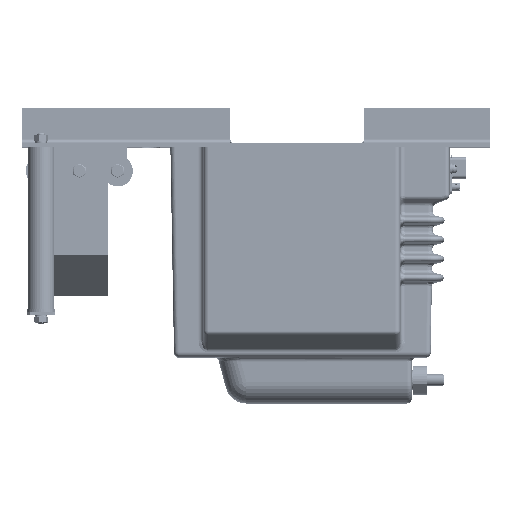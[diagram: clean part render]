
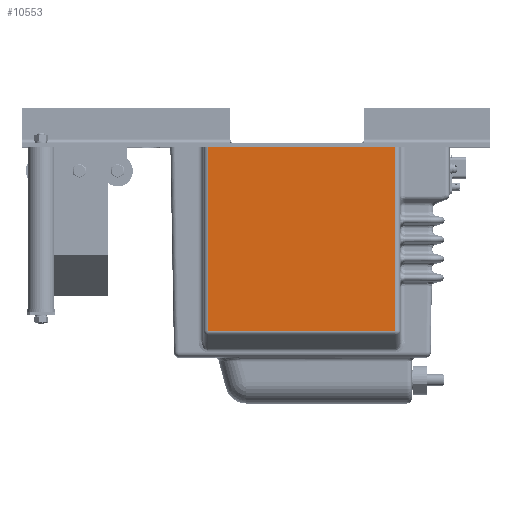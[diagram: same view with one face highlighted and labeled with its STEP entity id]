
A CAD part, top view. The second image highlights one B-rep face of the part: STEP entity #10553.
In plain terms, the highlighted free-form (B-spline) face has degree [1, 1] with [2, 2] control points.
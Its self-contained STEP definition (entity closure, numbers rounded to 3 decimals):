
#10553=ADVANCED_FACE('',(#23744),#23746,.F.);
#23744=FACE_BOUND('',#23745,.T.);
#23745=EDGE_LOOP('',(#36275,#36276,#36277,#36278));
#23746=B_SPLINE_SURFACE_WITH_KNOTS('',1,1,(
(#23747,#23748),
(#23749,#23750)),
.UNSPECIFIED.,.F.,.F.,.F.,
(2,2),
(2,2),
(-202.173,-4.877),
(-196.95,-2.39),
.UNSPECIFIED.);
#23747=CARTESIAN_POINT('',(97.804,-1.112,74.067));
#23748=CARTESIAN_POINT('',(97.804,191.695,74.067));
#23749=CARTESIAN_POINT('',(-97.715,-1.112,74.067));
#23750=CARTESIAN_POINT('',(-97.715,191.695,74.067));
#36275=ORIENTED_EDGE('',*,*,#41721,.T.);
#36276=ORIENTED_EDGE('',*,*,#41722,.T.);
#36277=ORIENTED_EDGE('',*,*,#41669,.T.);
#36278=ORIENTED_EDGE('',*,*,#41723,.T.);
#41669=EDGE_CURVE('',#46563,#46561,#46564,.T.);
#41721=EDGE_CURVE('',#46660,#46661,#46662,.T.);
#41722=EDGE_CURVE('',#46661,#46563,#46663,.T.);
#41723=EDGE_CURVE('',#46561,#46660,#46664,.T.);
#46561=VERTEX_POINT('',#64155);
#46563=VERTEX_POINT('',#64160);
#46564=LINE('',#64161,#64162);
#46660=VERTEX_POINT('',#64677);
#46661=VERTEX_POINT('',#64678);
#46662=LINE('',#64679,#64680);
#46663=LINE('',#64682,#64683);
#46664=LINE('',#64685,#64686);
#64155=CARTESIAN_POINT('',(97.804,-1.112,74.067));
#64160=CARTESIAN_POINT('',(-97.715,-1.112,74.067));
#64161=CARTESIAN_POINT('',(-97.715,-1.112,74.067));
#64162=VECTOR('',#64163,1.);
#64163=DIRECTION('',(1.,0.,0.));
#64677=CARTESIAN_POINT('',(97.804,191.695,74.067));
#64678=CARTESIAN_POINT('',(-97.715,191.695,74.067));
#64679=CARTESIAN_POINT('',(97.804,191.695,74.067));
#64680=VECTOR('',#64681,1.);
#64681=DIRECTION('',(-1.,0.,0.));
#64682=CARTESIAN_POINT('',(-97.715,191.695,74.067));
#64683=VECTOR('',#64684,1.);
#64684=DIRECTION('',(0.,-1.,0.));
#64685=CARTESIAN_POINT('',(97.804,-1.112,74.067));
#64686=VECTOR('',#64687,1.);
#64687=DIRECTION('',(0.,1.,0.));
